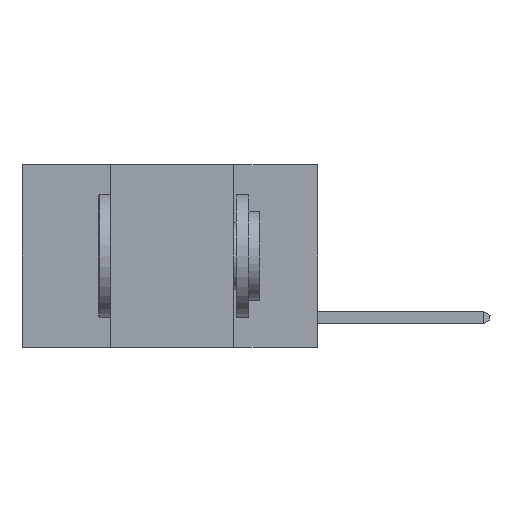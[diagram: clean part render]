
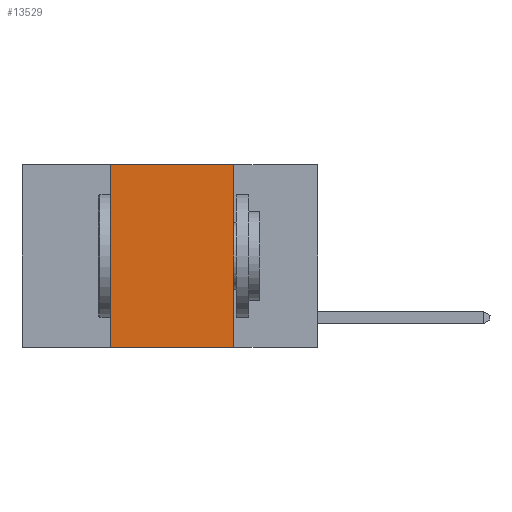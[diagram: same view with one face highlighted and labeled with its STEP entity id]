
A CAD part, left-side view. The second image highlights one B-rep face of the part: STEP entity #13529.
In plain terms, the highlighted planar face has unit normal (-1, 0, 0).
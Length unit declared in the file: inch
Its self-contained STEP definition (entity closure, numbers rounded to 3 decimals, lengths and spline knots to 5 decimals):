
#46 = VECTOR ( 'NONE', #11317, 39.37008 ) ;
#542 = ORIENTED_EDGE ( 'NONE', *, *, #3525, .F. ) ;
#1322 = LINE ( 'NONE', #3649, #15145 ) ;
#1740 = DIRECTION ( 'NONE',  ( 0., 0., -1. ) ) ;
#1910 = LINE ( 'NONE', #23831, #14280 ) ;
#3494 = LINE ( 'NONE', #13898, #23540 ) ;
#3512 = ORIENTED_EDGE ( 'NONE', *, *, #10473, .T. ) ;
#3525 = EDGE_CURVE ( 'NONE', #11898, #11042, #1322, .T. ) ;
#3649 = CARTESIAN_POINT ( 'NONE',  ( 0., 0.17, 0. ) ) ;
#3807 = VERTEX_POINT ( 'NONE', #17737 ) ;
#4677 = ORIENTED_EDGE ( 'NONE', *, *, #21320, .F. ) ;
#5917 = DIRECTION ( 'NONE',  ( 0., 0., 1. ) ) ;
#6545 = EDGE_LOOP ( 'NONE', ( #542, #17715, #4677, #3512 ) ) ;
#8820 = FACE_OUTER_BOUND ( 'NONE', #6545, .T. ) ;
#9474 = DIRECTION ( 'NONE',  ( 1., 0., 0. ) ) ;
#10473 = EDGE_CURVE ( 'NONE', #3807, #11042, #1910, .T. ) ;
#11042 = VERTEX_POINT ( 'NONE', #16001 ) ;
#11317 = DIRECTION ( 'NONE',  ( 0., -1., 0. ) ) ;
#11898 = VERTEX_POINT ( 'NONE', #20778 ) ;
#12149 = DIRECTION ( 'NONE',  ( 0., 0., -1. ) ) ;
#12589 = DIRECTION ( 'NONE',  ( 0., -1., 0. ) ) ;
#13529 = ADVANCED_FACE ( 'NONE', ( #8820 ), #17649, .F. ) ;
#13898 = CARTESIAN_POINT ( 'NONE',  ( 0., 0.42, 0. ) ) ;
#14280 = VECTOR ( 'NONE', #12589, 39.37008 ) ;
#15145 = VECTOR ( 'NONE', #1740, 39.37008 ) ;
#15830 = CARTESIAN_POINT ( 'NONE',  ( 0., 0.42, 0. ) ) ;
#16001 = CARTESIAN_POINT ( 'NONE',  ( 0., 0.17, -0.37 ) ) ;
#17649 = PLANE ( 'NONE',  #21220 ) ;
#17715 = ORIENTED_EDGE ( 'NONE', *, *, #24034, .F. ) ;
#17737 = CARTESIAN_POINT ( 'NONE',  ( 0., 0.42, -0.37 ) ) ;
#20778 = CARTESIAN_POINT ( 'NONE',  ( 0., 0.17, 0. ) ) ;
#20836 = CARTESIAN_POINT ( 'NONE',  ( 0., 0.6, 0. ) ) ;
#20877 = CARTESIAN_POINT ( 'NONE',  ( 0., 0.6, 0. ) ) ;
#21220 = AXIS2_PLACEMENT_3D ( 'NONE', #20836, #9474, #12149 ) ;
#21320 = EDGE_CURVE ( 'NONE', #3807, #21943, #3494, .T. ) ;
#21943 = VERTEX_POINT ( 'NONE', #15830 ) ;
#23038 = LINE ( 'NONE', #20877, #46 ) ;
#23540 = VECTOR ( 'NONE', #5917, 39.37008 ) ;
#23831 = CARTESIAN_POINT ( 'NONE',  ( 0., 0.6, -0.37 ) ) ;
#24034 = EDGE_CURVE ( 'NONE', #21943, #11898, #23038, .T. ) ;
